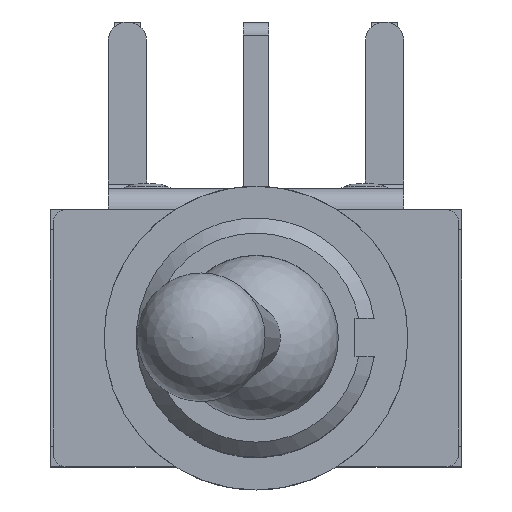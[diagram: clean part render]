
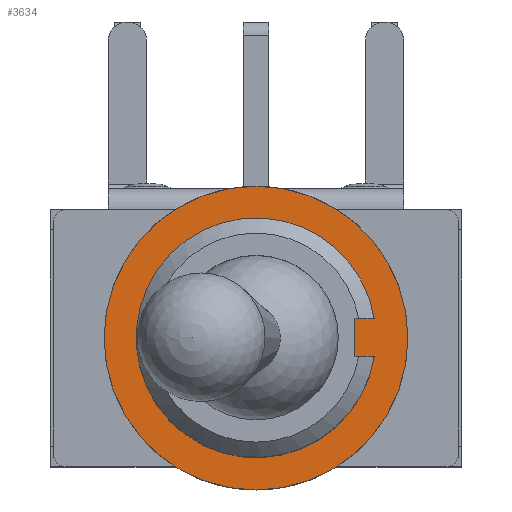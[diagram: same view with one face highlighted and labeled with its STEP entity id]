
A CAD part, top view. The second image highlights one B-rep face of the part: STEP entity #3634.
In plain terms, the highlighted planar face has unit normal (0, 0, 1).
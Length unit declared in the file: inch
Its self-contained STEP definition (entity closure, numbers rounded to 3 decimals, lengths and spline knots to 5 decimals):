
#32=FACE_BOUND('',#594,.T.);
#202=PLANE('',#3951);
#393=FACE_OUTER_BOUND('',#593,.T.);
#593=EDGE_LOOP('',(#3371));
#594=EDGE_LOOP('',(#3372,#3373,#3374,#3375));
#966=LINE('',#6447,#1347);
#970=LINE('',#6457,#1351);
#972=LINE('',#6460,#1353);
#1347=VECTOR('',#4884,0.3937);
#1351=VECTOR('',#4894,0.3937);
#1353=VECTOR('',#4898,0.3937);
#1479=CIRCLE('',#3950,0.09311);
#1480=CIRCLE('',#3952,0.11811);
#1808=VERTEX_POINT('',#6444);
#1809=VERTEX_POINT('',#6446);
#1811=VERTEX_POINT('',#6454);
#1812=VERTEX_POINT('',#6456);
#1813=VERTEX_POINT('',#6464);
#2328=EDGE_CURVE('',#1809,#1808,#966,.T.);
#2333=EDGE_CURVE('',#1812,#1811,#970,.T.);
#2335=EDGE_CURVE('',#1811,#1809,#972,.T.);
#2336=EDGE_CURVE('',#1808,#1812,#1479,.T.);
#2337=EDGE_CURVE('',#1813,#1813,#1480,.T.);
#3371=ORIENTED_EDGE('',*,*,#2337,.F.);
#3372=ORIENTED_EDGE('',*,*,#2333,.T.);
#3373=ORIENTED_EDGE('',*,*,#2335,.T.);
#3374=ORIENTED_EDGE('',*,*,#2328,.T.);
#3375=ORIENTED_EDGE('',*,*,#2336,.T.);
#3634=ADVANCED_FACE('',(#393,#32),#202,.F.);
#3950=AXIS2_PLACEMENT_3D('',#6462,#4901,#4902);
#3951=AXIS2_PLACEMENT_3D('',#6463,#4903,#4904);
#3952=AXIS2_PLACEMENT_3D('',#6465,#4905,#4906);
#4884=DIRECTION('',(1.,0.,0.));
#4894=DIRECTION('',(-1.,0.,0.));
#4898=DIRECTION('',(0.,-1.,0.));
#4901=DIRECTION('center_axis',(0.,0.,
-1.));
#4902=DIRECTION('ref_axis',(-0.987,-0.161,0.));
#4903=DIRECTION('center_axis',(0.,0.,
-1.));
#4904=DIRECTION('ref_axis',(-1.,0.,0.));
#4905=DIRECTION('center_axis',(0.,0.,
-1.));
#4906=DIRECTION('ref_axis',(-1.,0.,0.));
#6444=CARTESIAN_POINT('',(0.0919,-0.01496,0.3248));
#6446=CARTESIAN_POINT('',(0.07694,-0.01496,0.3248));
#6447=CARTESIAN_POINT('',(0.03847,-0.01496,0.3248));
#6454=CARTESIAN_POINT('',(0.07694,0.01496,0.3248));
#6456=CARTESIAN_POINT('',(0.0919,0.01496,0.3248));
#6457=CARTESIAN_POINT('',(0.04595,0.01496,0.3248));
#6460=CARTESIAN_POINT('',(0.07694,0.00748,0.3248));
#6462=CARTESIAN_POINT('Origin',(0.,0.,
0.3248));
#6463=CARTESIAN_POINT('Origin',(0.,0.,
0.3248));
#6464=CARTESIAN_POINT('',(0.11811,0.,0.3248));
#6465=CARTESIAN_POINT('Origin',(0.,0.,
0.3248));
